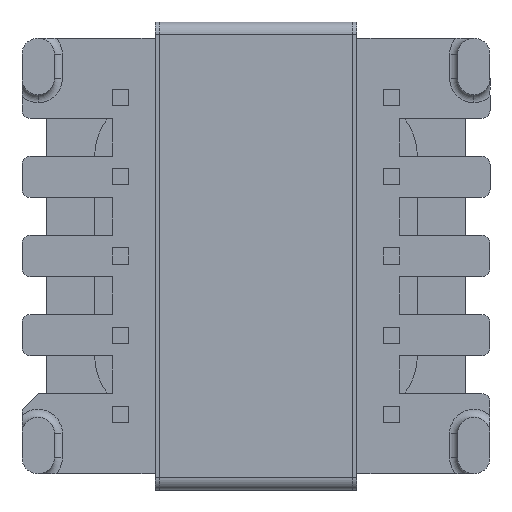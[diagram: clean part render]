
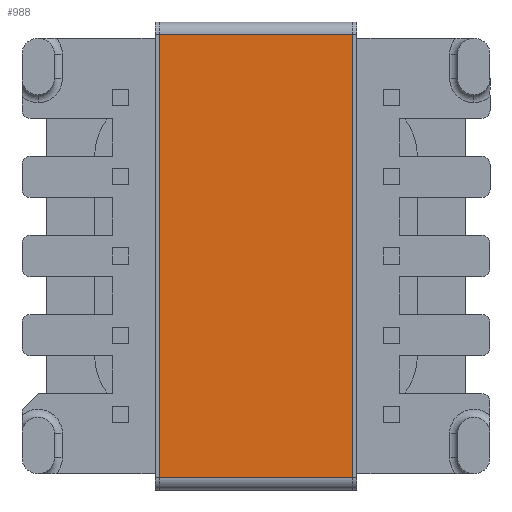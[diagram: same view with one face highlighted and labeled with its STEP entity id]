
A CAD part, front view. The second image highlights one B-rep face of the part: STEP entity #988.
In plain terms, the highlighted planar face has unit normal (0, -1, 0).
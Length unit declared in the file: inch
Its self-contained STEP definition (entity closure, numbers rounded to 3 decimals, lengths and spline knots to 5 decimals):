
#200 = CARTESIAN_POINT ( 'NONE',  ( -0.12, 0.035, -0.275 ) ) ;
#253 = EDGE_CURVE ( 'NONE', #7191, #2899, #4587, .T. ) ;
#546 = VECTOR ( 'NONE', #7941, 39.37008 ) ;
#592 = ORIENTED_EDGE ( 'NONE', *, *, #253, .F. ) ;
#988 = ADVANCED_FACE ( 'NONE', ( #1551 ), #1597, .T. ) ;
#1273 = VECTOR ( 'NONE', #3940, 39.37008 ) ;
#1551 = FACE_OUTER_BOUND ( 'NONE', #7492, .T. ) ;
#1597 = PLANE ( 'NONE',  #3321 ) ;
#1633 = CARTESIAN_POINT ( 'NONE',  ( 0.12, 0.035, 0.275 ) ) ;
#2066 = DIRECTION ( 'NONE',  ( 0., 0., -1. ) ) ;
#2240 = CARTESIAN_POINT ( 'NONE',  ( -0.12, 0.035, -0.275 ) ) ;
#2530 = EDGE_CURVE ( 'NONE', #4444, #2899, #3351, .T. ) ;
#2686 = VECTOR ( 'NONE', #4795, 39.37008 ) ;
#2899 = VERTEX_POINT ( 'NONE', #3301 ) ;
#3301 = CARTESIAN_POINT ( 'NONE',  ( -0.12, 0.035, 0.275 ) ) ;
#3321 = AXIS2_PLACEMENT_3D ( 'NONE', #6665, #5377, #2066 ) ;
#3351 = LINE ( 'NONE', #6010, #546 ) ;
#3693 = VECTOR ( 'NONE', #4806, 39.37008 ) ;
#3940 = DIRECTION ( 'NONE',  ( -1., 0., 0. ) ) ;
#4095 = CARTESIAN_POINT ( 'NONE',  ( 0.12, 0.035, 0.275 ) ) ;
#4444 = VERTEX_POINT ( 'NONE', #4095 ) ;
#4587 = LINE ( 'NONE', #2240, #2686 ) ;
#4684 = EDGE_CURVE ( 'NONE', #4444, #7040, #6339, .T. ) ;
#4795 = DIRECTION ( 'NONE',  ( 0., 0., 1. ) ) ;
#4806 = DIRECTION ( 'NONE',  ( 0., 0., -1. ) ) ;
#5163 = CARTESIAN_POINT ( 'NONE',  ( 0.12, 0.035, -0.275 ) ) ;
#5377 = DIRECTION ( 'NONE',  ( 0., -1., 0. ) ) ;
#6010 = CARTESIAN_POINT ( 'NONE',  ( 0.125, 0.035, 0.275 ) ) ;
#6065 = ORIENTED_EDGE ( 'NONE', *, *, #8108, .F. ) ;
#6339 = LINE ( 'NONE', #1633, #3693 ) ;
#6344 = LINE ( 'NONE', #6405, #1273 ) ;
#6405 = CARTESIAN_POINT ( 'NONE',  ( 0.125, 0.035, -0.275 ) ) ;
#6665 = CARTESIAN_POINT ( 'NONE',  ( 0.125, 0.035, -0.275 ) ) ;
#6823 = ORIENTED_EDGE ( 'NONE', *, *, #4684, .F. ) ;
#7040 = VERTEX_POINT ( 'NONE', #5163 ) ;
#7191 = VERTEX_POINT ( 'NONE', #200 ) ;
#7458 = ORIENTED_EDGE ( 'NONE', *, *, #2530, .T. ) ;
#7492 = EDGE_LOOP ( 'NONE', ( #7458, #592, #6065, #6823 ) ) ;
#7941 = DIRECTION ( 'NONE',  ( -1., 0., 0. ) ) ;
#8108 = EDGE_CURVE ( 'NONE', #7040, #7191, #6344, .T. ) ;
